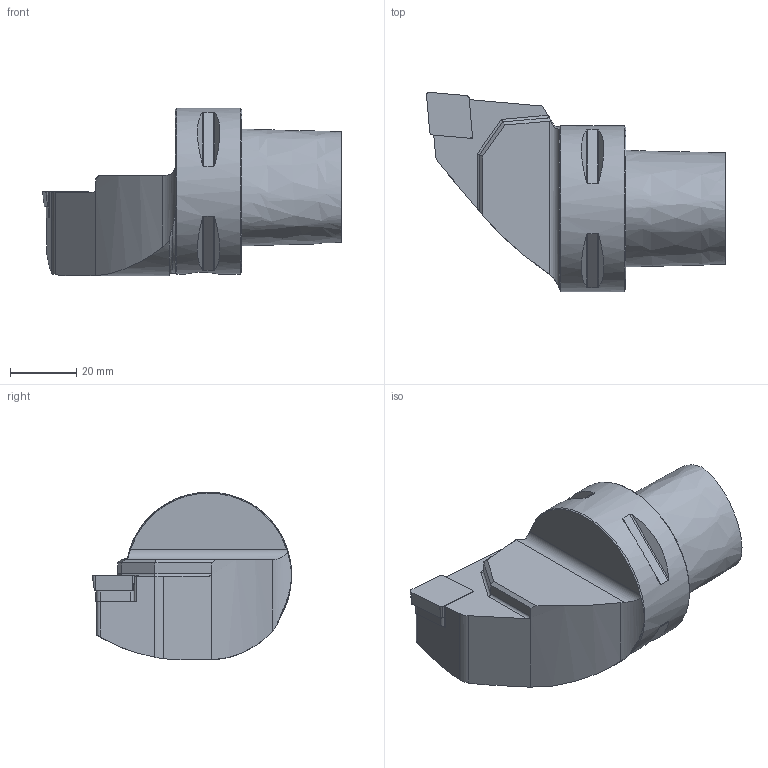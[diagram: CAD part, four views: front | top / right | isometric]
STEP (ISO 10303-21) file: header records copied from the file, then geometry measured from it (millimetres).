
FILE_DESCRIPTION(/* description */ (''),/* implementation_level */ '2;1');
FILE_NAME(/* name */ 'AC5 SCLCL 35060 12 H.stp',/* time_stamp */ '2024-12-09T15:10:17+03:00',/* author */ (''),/* organization */ (''),/* preprocessor_version */ 'ST-DEVELOPER v19.4',/* originating_system */ 'SIEMENS PLM Software NX2306.5001',/* authorisation */ '');
FILE_SCHEMA (('AUTOMOTIVE_DESIGN { 1 0 10303 214 3 1 1 1 }'));
Length unit declared in the file: millimetre
Products named in the file (1): AC5 SCLCR 35060 12 H-KATALOG_objects
Bounding box: 90 x 60 x 50.5 mm (x, y, z)
Volume: 102152.3 mm3; surface area: 15462.7 mm2
Topology: 2 solids, 2 shells, 88 faces, 226 edges, 147 vertices
Faces by surface type: plane 45, cylinder 30, cone 9, torus 2, bspline 2
Full cylindrical faces by diameter (mm): 4 x1, 10 x1, 50 x1
Entity records: 3386 total; most frequent: CARTESIAN_POINT 1259, ORIENTED_EDGE 418, DIRECTION 395, EDGE_CURVE 209, AXIS2_PLACEMENT_3D 148, VERTEX_POINT 141, EDGE_LOOP 103, LINE 99
